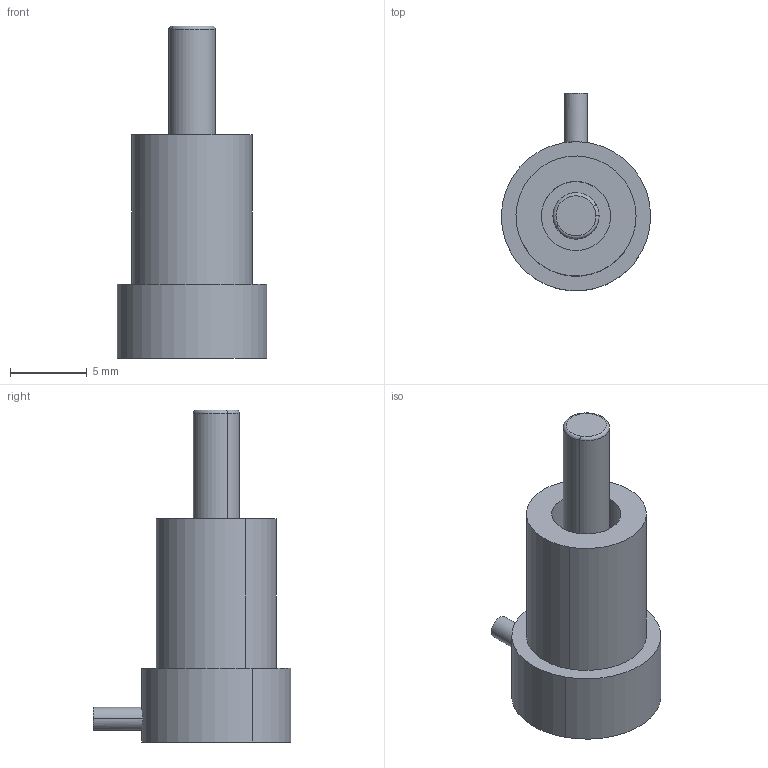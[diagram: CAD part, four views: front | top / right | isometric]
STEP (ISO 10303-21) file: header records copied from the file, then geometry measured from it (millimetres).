
FILE_DESCRIPTION (( 'STEP AP203' ), '1' );
FILE_NAME ('Voice-coil.CATPart_Default_sldprt.STEP', '2019-12-11T12:53:17', ( '' ), ( '' ), 'SwSTEP 2.0', 'SolidWorks 2018', '' );
FILE_SCHEMA (( 'CONFIG_CONTROL_DESIGN' ));
Length unit declared in the file: millimetre
Products named in the file (1): Voice-coil.CATPart_Default_sldprt
Bounding box: 9.7 x 12.83 x 21.57 mm (x, y, z)
Volume: 728.5 mm3; surface area: 812.2 mm2
Topology: 2 solids, 2 shells, 30 faces, 63 edges, 40 vertices
Faces by surface type: cylinder 17, plane 7, torus 6
Entity records: 932 total; most frequent: CARTESIAN_POINT 168, DIRECTION 167, ORIENTED_EDGE 126, AXIS2_PLACEMENT_3D 75, EDGE_CURVE 63, CIRCLE 44, VERTEX_POINT 40, EDGE_LOOP 35
